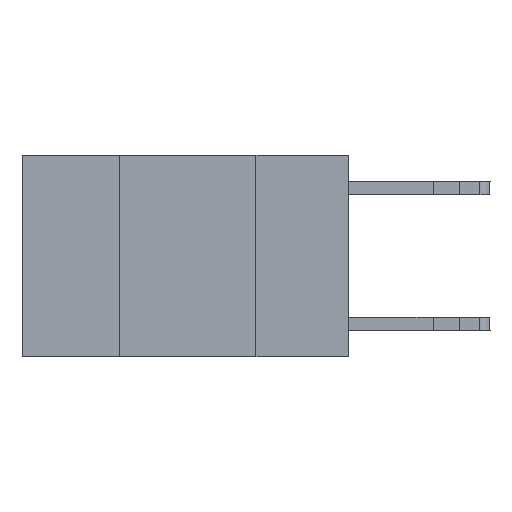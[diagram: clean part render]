
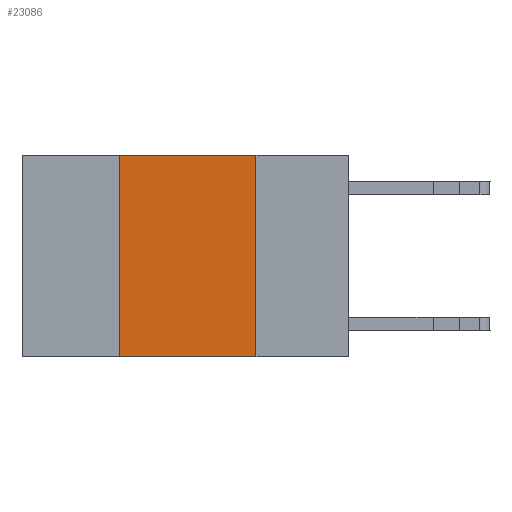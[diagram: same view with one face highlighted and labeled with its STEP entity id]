
A CAD part, left-side view. The second image highlights one B-rep face of the part: STEP entity #23086.
In plain terms, the highlighted planar face has unit normal (-1, 0, 0).
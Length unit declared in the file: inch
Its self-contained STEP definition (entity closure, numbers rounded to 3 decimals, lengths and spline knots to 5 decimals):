
#759 = VERTEX_POINT ( 'NONE', #13727 ) ;
#982 = EDGE_CURVE ( 'NONE', #16782, #20731, #12610, .T. ) ;
#1535 = EDGE_CURVE ( 'NONE', #6419, #16782, #11129, .T. ) ;
#1871 = CARTESIAN_POINT ( 'NONE',  ( 0., 0.6, 0. ) ) ;
#2230 = DIRECTION ( 'NONE',  ( 0., 0., -1. ) ) ;
#2533 = EDGE_CURVE ( 'NONE', #20731, #759, #20712, .T. ) ;
#3451 = CARTESIAN_POINT ( 'NONE',  ( 0., 0.6, -0.37 ) ) ;
#3685 = FACE_OUTER_BOUND ( 'NONE', #10524, .T. ) ;
#4200 = CARTESIAN_POINT ( 'NONE',  ( 0., 0.17, 0. ) ) ;
#5865 = PLANE ( 'NONE',  #11975 ) ;
#6419 = VERTEX_POINT ( 'NONE', #17459 ) ;
#10195 = VECTOR ( 'NONE', #12262, 39.37008 ) ;
#10524 = EDGE_LOOP ( 'NONE', ( #12443, #15585, #21150, #23487 ) ) ;
#10780 = DIRECTION ( 'NONE',  ( 0., 0., 1. ) ) ;
#10788 = DIRECTION ( 'NONE',  ( 0., -1., 0. ) ) ;
#11127 = VECTOR ( 'NONE', #15287, 39.37008 ) ;
#11129 = LINE ( 'NONE', #13061, #21302 ) ;
#11838 = CARTESIAN_POINT ( 'NONE',  ( 0., 0.42, 0. ) ) ;
#11975 = AXIS2_PLACEMENT_3D ( 'NONE', #1871, #16545, #2230 ) ;
#12262 = DIRECTION ( 'NONE',  ( 0., -1., 0. ) ) ;
#12443 = ORIENTED_EDGE ( 'NONE', *, *, #2533, .F. ) ;
#12610 = LINE ( 'NONE', #13963, #10195 ) ;
#13061 = CARTESIAN_POINT ( 'NONE',  ( 0., 0.42, 0. ) ) ;
#13727 = CARTESIAN_POINT ( 'NONE',  ( 0., 0.17, -0.37 ) ) ;
#13963 = CARTESIAN_POINT ( 'NONE',  ( 0., 0.6, 0. ) ) ;
#14926 = CARTESIAN_POINT ( 'NONE',  ( 0., 0.17, 0. ) ) ;
#15287 = DIRECTION ( 'NONE',  ( 0., 0., -1. ) ) ;
#15585 = ORIENTED_EDGE ( 'NONE', *, *, #982, .F. ) ;
#16545 = DIRECTION ( 'NONE',  ( 1., 0., 0. ) ) ;
#16782 = VERTEX_POINT ( 'NONE', #11838 ) ;
#17459 = CARTESIAN_POINT ( 'NONE',  ( 0., 0.42, -0.37 ) ) ;
#17790 = VECTOR ( 'NONE', #10788, 39.37008 ) ;
#18053 = EDGE_CURVE ( 'NONE', #6419, #759, #19972, .T. ) ;
#19972 = LINE ( 'NONE', #3451, #17790 ) ;
#20712 = LINE ( 'NONE', #4200, #11127 ) ;
#20731 = VERTEX_POINT ( 'NONE', #14926 ) ;
#21150 = ORIENTED_EDGE ( 'NONE', *, *, #1535, .F. ) ;
#21302 = VECTOR ( 'NONE', #10780, 39.37008 ) ;
#23086 = ADVANCED_FACE ( 'NONE', ( #3685 ), #5865, .F. ) ;
#23487 = ORIENTED_EDGE ( 'NONE', *, *, #18053, .T. ) ;
